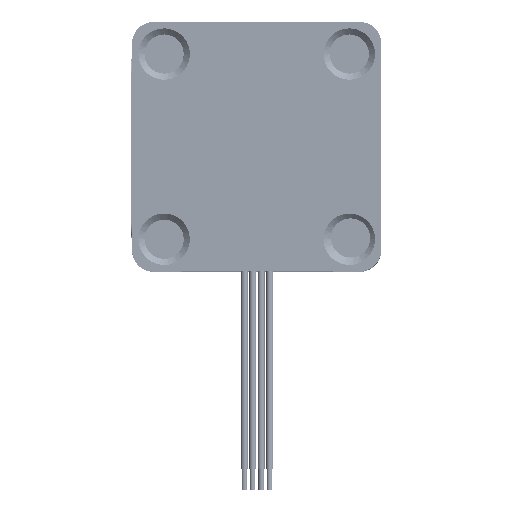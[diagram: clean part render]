
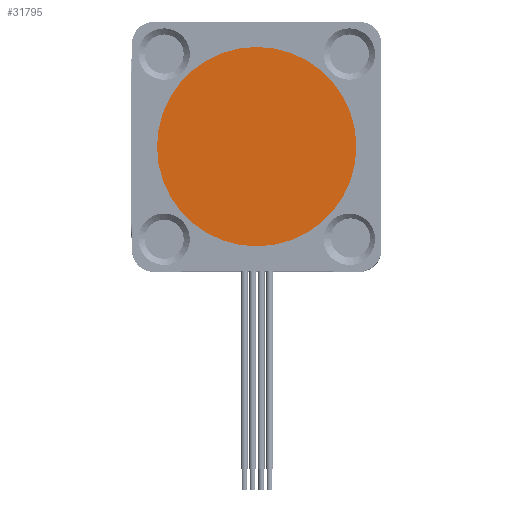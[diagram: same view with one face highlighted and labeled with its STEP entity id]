
A CAD part, top view. The second image highlights one B-rep face of the part: STEP entity #31795.
In plain terms, the highlighted planar face has unit normal (0, 0, 1).
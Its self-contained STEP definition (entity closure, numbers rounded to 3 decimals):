
#6648=PLANE('',#35405);
#8538=FACE_OUTER_BOUND('',#10426,.T.);
#10426=EDGE_LOOP('',(#29033));
#12199=CIRCLE('',#35402,14.);
#15266=VERTEX_POINT('',#57640);
#19867=EDGE_CURVE('',#15266,#15266,#12199,.T.);
#29033=ORIENTED_EDGE('',*,*,#19867,.T.);
#31795=ADVANCED_FACE('',(#8538),#6648,.T.);
#35402=AXIS2_PLACEMENT_3D('',#57641,#45264,#45265);
#35405=AXIS2_PLACEMENT_3D('',#57645,#45270,#45271);
#45264=DIRECTION('center_axis',(0.,0.,1.));
#45265=DIRECTION('ref_axis',(-1.,0.,0.));
#45270=DIRECTION('center_axis',(0.,0.,1.));
#45271=DIRECTION('ref_axis',(1.,0.,0.));
#57640=CARTESIAN_POINT('',(14.,0.,0.05));
#57641=CARTESIAN_POINT('Origin',(0.,0.,0.05));
#57645=CARTESIAN_POINT('Origin',(0.,0.,
0.05));
